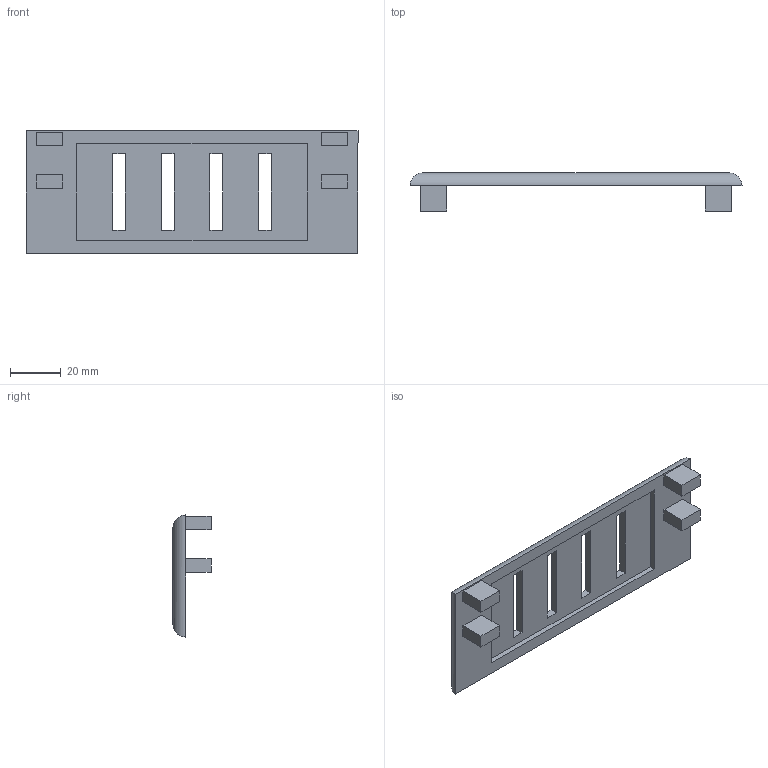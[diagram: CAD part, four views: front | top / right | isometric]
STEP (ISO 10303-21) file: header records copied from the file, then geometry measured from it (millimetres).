
FILE_DESCRIPTION(/* description */ (''),/* implementation_level */ '2;1');
FILE_NAME(/* name */ 'Phenobottle Lid.step',/* time_stamp */ '2020-03-24T12:02:28+11:00',/* author */ (''),/* organization */ (''),/* preprocessor_version */ 'ST-DEVELOPER v18',/* originating_system */ 'Autodesk Translation Framework v8.12.0.6',/* authorisation */ '');
FILE_SCHEMA (('AUTOMOTIVE_DESIGN { 1 0 10303 214 3 1 1 }'));
Length unit declared in the file: millimetre
Products named in the file (2): Phenobottle Lid; Light Lid
Assembly tree (1 placements, depth 2):
  Phenobottle Lid
    Light Lid
Bounding box: 130.5 x 15 x 48 mm (x, y, z)
Volume: 22928.3 mm3; surface area: 14926.9 mm2
Topology: 1 solids, 1 shells, 51 faces, 128 edges, 84 vertices
Faces by surface type: plane 47, cylinder 4
Entity records: 1563 total; most frequent: CARTESIAN_POINT 266, ORIENTED_EDGE 256, DIRECTION 240, EDGE_CURVE 128, LINE 124, VECTOR 124, VERTEX_POINT 84, EDGE_LOOP 64
